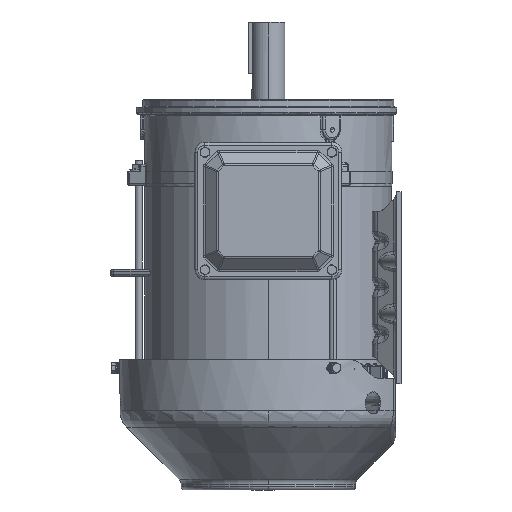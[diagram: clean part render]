
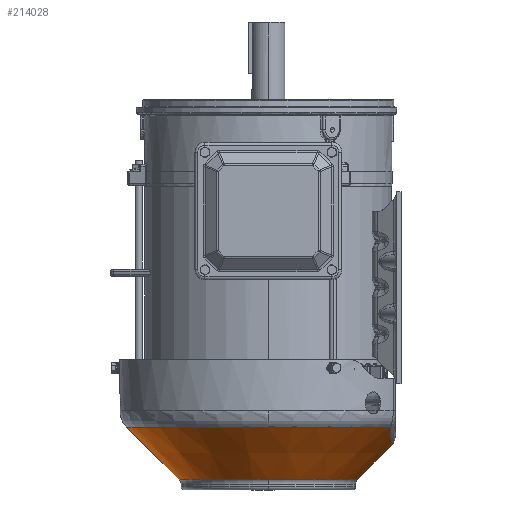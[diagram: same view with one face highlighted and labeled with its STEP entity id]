
A CAD part, left-side view. The second image highlights one B-rep face of the part: STEP entity #214028.
In plain terms, the highlighted conical face has half-angle 45 degrees and reference radius 121.842 mm.
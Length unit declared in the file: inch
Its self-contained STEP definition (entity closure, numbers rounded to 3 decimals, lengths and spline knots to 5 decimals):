
#4732 = VERTEX_POINT ( 'NONE', #10465 ) ;
#7828 = VERTEX_POINT ( 'NONE', #199360 ) ;
#9112 = CARTESIAN_POINT ( 'NONE',  ( 1.12737, -4.16102, 2.72644 ) ) ;
#9571 = EDGE_CURVE ( 'NONE', #37860, #7828, #29473, .T. ) ;
#10465 = CARTESIAN_POINT ( 'NONE',  ( 0., 4.79693, 2.24047 ) ) ;
#10549 = CARTESIAN_POINT ( 'NONE',  ( 0.37196, -4.17135, 2.84983 ) ) ;
#13382 = CARTESIAN_POINT ( 'NONE',  ( 1.84986, -4.14363, 2.4996 ) ) ;
#15497 = CARTESIAN_POINT ( 'NONE',  ( 1.45746, -4.15385, 2.6363 ) ) ;
#25691 = CARTESIAN_POINT ( 'NONE',  ( 1.21166, -4.15932, 2.70522 ) ) ;
#27828 = CARTESIAN_POINT ( 'NONE',  ( 0.62991, -4.1689, 2.82118 ) ) ;
#28524 = CARTESIAN_POINT ( 'NONE',  ( 0.29243, -4.17183, 2.85535 ) ) ;
#29473 = CIRCLE ( 'NONE', #74386, 3.02194 ) ;
#30661 = CARTESIAN_POINT ( 'NONE',  ( 2.44691, -4.12592, 2.24047 ) ) ;
#32689 = DIRECTION ( 'NONE',  ( -1., 0., 0. ) ) ;
#34011 = VERTEX_POINT ( 'NONE', #86805 ) ;
#34242 = CARTESIAN_POINT ( 'NONE',  ( 0., 0., 4.01546 ) ) ;
#34857 = ORIENTED_EDGE ( 'NONE', *, *, #47159, .T. ) ;
#35670 = VECTOR ( 'NONE', #211570, 39.37008 ) ;
#37860 = VERTEX_POINT ( 'NONE', #138400 ) ;
#43724 = CARTESIAN_POINT ( 'NONE',  ( 0.50417, -4.17024, 2.83688 ) ) ;
#47159 = EDGE_CURVE ( 'NONE', #109872, #37860, #175931, .T. ) ;
#47248 = CARTESIAN_POINT ( 'NONE',  ( 1.77226, -4.14576, 2.52882 ) ) ;
#48334 = VECTOR ( 'NONE', #105779, 39.37008 ) ;
#50883 = EDGE_LOOP ( 'NONE', ( #172757, #83954, #115500, #150458, #71449, #34857 ) ) ;
#53462 = EDGE_CURVE ( 'NONE', #7828, #34011, #92204, .T. ) ;
#56226 = AXIS2_PLACEMENT_3D ( 'NONE', #67445, #132332, #183574 ) ;
#60983 = CARTESIAN_POINT ( 'NONE',  ( 0.73995, -4.1676, 2.80587 ) ) ;
#61698 = CARTESIAN_POINT ( 'NONE',  ( 0.84308, -4.16608, 2.78808 ) ) ;
#63119 = CARTESIAN_POINT ( 'NONE',  ( 1.85462, -4.1435, 2.49778 ) ) ;
#67445 = CARTESIAN_POINT ( 'NONE',  ( 0., 0., 2.24047 ) ) ;
#71449 = ORIENTED_EDGE ( 'NONE', *, *, #161610, .F. ) ;
#74386 = AXIS2_PLACEMENT_3D ( 'NONE', #34242, #164022, #149540 ) ;
#77588 = CARTESIAN_POINT ( 'NONE',  ( 0.10635, -4.17257, 2.86382 ) ) ;
#78292 = CARTESIAN_POINT ( 'NONE',  ( 0.99802, -4.16345, 2.7563 ) ) ;
#79743 = CARTESIAN_POINT ( 'NONE',  ( 1.81658, -4.14455, 2.51225 ) ) ;
#80448 = CARTESIAN_POINT ( 'NONE',  ( 1.83876, -4.14394, 2.50384 ) ) ;
#83954 = ORIENTED_EDGE ( 'NONE', *, *, #53462, .T. ) ;
#84717 = EDGE_CURVE ( 'NONE', #131667, #4732, #111318, .T. ) ;
#86805 = CARTESIAN_POINT ( 'NONE',  ( 0., -4.17265, 2.86475 ) ) ;
#92204 = LINE ( 'NONE', #201875, #48334 ) ;
#93404 = CARTESIAN_POINT ( 'NONE',  ( 0.26583, -4.17197, 2.85699 ) ) ;
#94814 = CARTESIAN_POINT ( 'NONE',  ( 0.30582, -4.17176, 2.85447 ) ) ;
#105779 = DIRECTION ( 'NONE',  ( 0., -0.707, -0.707 ) ) ;
#107815 = CARTESIAN_POINT ( 'NONE',  ( 1.0497, -4.16251, 2.74487 ) ) ;
#109872 = VERTEX_POINT ( 'NONE', #165558 ) ;
#109945 = CARTESIAN_POINT ( 'NONE',  ( 0.61335, -4.16909, 2.82344 ) ) ;
#111167 = CARTESIAN_POINT ( 'NONE',  ( 0., 4.79693, 2.24047 ) ) ;
#111318 = CIRCLE ( 'NONE', #125057, 4.79693 ) ;
#111358 = CARTESIAN_POINT ( 'NONE',  ( 1.25388, -4.15843, 2.69405 ) ) ;
#111878 = CONICAL_SURFACE ( 'NONE', #56226, 4.79693, 0.785 ) ;
#112081 = CARTESIAN_POINT ( 'NONE',  ( 1.35728, -4.15621, 2.66625 ) ) ;
#115500 = ORIENTED_EDGE ( 'NONE', *, *, #116263, .T. ) ;
#116263 = EDGE_CURVE ( 'NONE', #34011, #131667, #192297, .T. ) ;
#120630 = LINE ( 'NONE', #111167, #35670 ) ;
#124440 = CARTESIAN_POINT ( 'NONE',  ( 1.16624, -4.16025, 2.7169 ) ) ;
#125057 = AXIS2_PLACEMENT_3D ( 'NONE', #155232, #203725, #171136 ) ;
#126580 = CARTESIAN_POINT ( 'NONE',  ( 0.62328, -4.16898, 2.82209 ) ) ;
#127994 = CARTESIAN_POINT ( 'NONE',  ( 1.60827, -4.15008, 2.58684 ) ) ;
#129409 = CARTESIAN_POINT ( 'NONE',  ( 1.85779, -4.14341, 2.49656 ) ) ;
#131667 = VERTEX_POINT ( 'NONE', #178726 ) ;
#132332 = DIRECTION ( 'NONE',  ( 0., 0., -1. ) ) ;
#134257 = CARTESIAN_POINT ( 'NONE',  ( 0., 0., 4.01546 ) ) ;
#138400 = CARTESIAN_POINT ( 'NONE',  ( 3.02194, 0., 4.01546 ) ) ;
#141021 = CARTESIAN_POINT ( 'NONE',  ( 1.23439, -4.15884, 2.69925 ) ) ;
#142445 = CARTESIAN_POINT ( 'NONE',  ( 0., -4.17265, 2.86475 ) ) ;
#143171 = CARTESIAN_POINT ( 'NONE',  ( 0.6333, -4.16886, 2.82071 ) ) ;
#147387 = CARTESIAN_POINT ( 'NONE',  ( 1.25063, -4.15849, 2.69492 ) ) ;
#149540 = DIRECTION ( 'NONE',  ( -1., 0., 0. ) ) ;
#150458 = ORIENTED_EDGE ( 'NONE', *, *, #84717, .T. ) ;
#155232 = CARTESIAN_POINT ( 'NONE',  ( 0., 0., 2.24047 ) ) ;
#157575 = CARTESIAN_POINT ( 'NONE',  ( 1.24576, -4.1586, 2.69622 ) ) ;
#158285 = CARTESIAN_POINT ( 'NONE',  ( 0.22594, -4.17217, 2.85926 ) ) ;
#158576 = AXIS2_PLACEMENT_3D ( 'NONE', #134257, #164576, #32689 ) ;
#161610 = EDGE_CURVE ( 'NONE', #109872, #4732, #120630, .T. ) ;
#161887 = CARTESIAN_POINT ( 'NONE',  ( 1.73435, -4.14678, 2.54261 ) ) ;
#164005 = CARTESIAN_POINT ( 'NONE',  ( 2.24905, -4.13208, 2.3361 ) ) ;
#164022 = DIRECTION ( 'NONE',  ( 0., 0., -1. ) ) ;
#164576 = DIRECTION ( 'NONE',  ( 0., 0., -1. ) ) ;
#165558 = CARTESIAN_POINT ( 'NONE',  ( 0., 3.02194, 4.01546 ) ) ;
#171136 = DIRECTION ( 'NONE',  ( -1., 0., 0. ) ) ;
#172757 = ORIENTED_EDGE ( 'NONE', *, *, #9571, .T. ) ;
#175931 = CIRCLE ( 'NONE', #158576, 3.02194 ) ;
#176308 = CARTESIAN_POINT ( 'NONE',  ( 0.0532, -4.17265, 2.86475 ) ) ;
#177737 = CARTESIAN_POINT ( 'NONE',  ( 1.65863, -4.14878, 2.5696 ) ) ;
#178439 = CARTESIAN_POINT ( 'NONE',  ( 1.25557, -4.15839, 2.6936 ) ) ;
#178726 = CARTESIAN_POINT ( 'NONE',  ( 2.44691, -4.12592, 2.24047 ) ) ;
#180583 = CARTESIAN_POINT ( 'NONE',  ( 2.05425, -4.13794, 2.42106 ) ) ;
#183574 = DIRECTION ( 'NONE',  ( 0., 1., 0. ) ) ;
#190853 = CARTESIAN_POINT ( 'NONE',  ( 0.42484, -4.17095, 2.8452 ) ) ;
#192297 = B_SPLINE_CURVE_WITH_KNOTS ( 'NONE', 3,
 ( #142445, #176308, #77588, #192969, #158285, #93404, #28524, #94814, #10549, #190853, #43724, #209602, #208903, #109945, #126580, #27828, #143171, #60983, #61698, #78292, #107815, #9112, #124440, #25691, #141021, #157575, #147387, #111358, #178439, #112081, #15497, #127994, #177737, #161887, #47248, #79743, #80448, #13382, #63119, #129409, #211051, #180583, #164005, #30661 ),
 .UNSPECIFIED., .F., .F.,
 ( 4, 2, 1, 2, 2, 2, 1, 1, 1, 2, 2, 2, 2, 1, 1, 1, 1, 2, 2, 2, 2, 1, 1, 1, 1, 2, 2, 4 ),
 ( 0., 0.0625, 0.09375, 0.10937, 0.125, 0.1875, 0.21875, 0.23437, 0.24219, 0.24609, 0.25, 0.375, 0.4375, 0.46875, 0.48437, 0.49219, 0.49609, 0.49805, 0.5, 0.625, 0.6875, 0.71875, 0.73437, 0.74219, 0.74609, 0.74805, 0.75, 1. ),
 .UNSPECIFIED. ) ;
#192969 = CARTESIAN_POINT ( 'NONE',  ( 0.18607, -4.17232, 2.86102 ) ) ;
#199360 = CARTESIAN_POINT ( 'NONE',  ( 0., -3.02194, 4.01546 ) ) ;
#199782 = FACE_OUTER_BOUND ( 'NONE', #50883, .T. ) ;
#201875 = CARTESIAN_POINT ( 'NONE',  ( 0., -4.79693, 2.24047 ) ) ;
#203725 = DIRECTION ( 'NONE',  ( 0., 0., 1. ) ) ;
#208903 = CARTESIAN_POINT ( 'NONE',  ( 0.59018, -4.16935, 2.82652 ) ) ;
#209602 = CARTESIAN_POINT ( 'NONE',  ( 0.54385, -4.16985, 2.83238 ) ) ;
#211051 = CARTESIAN_POINT ( 'NONE',  ( 1.85945, -4.14336, 2.49592 ) ) ;
#211570 = DIRECTION ( 'NONE',  ( 0., 0.707, -0.707 ) ) ;
#214028 = ADVANCED_FACE ( 'NONE', ( #199782 ), #111878, .T. ) ;
